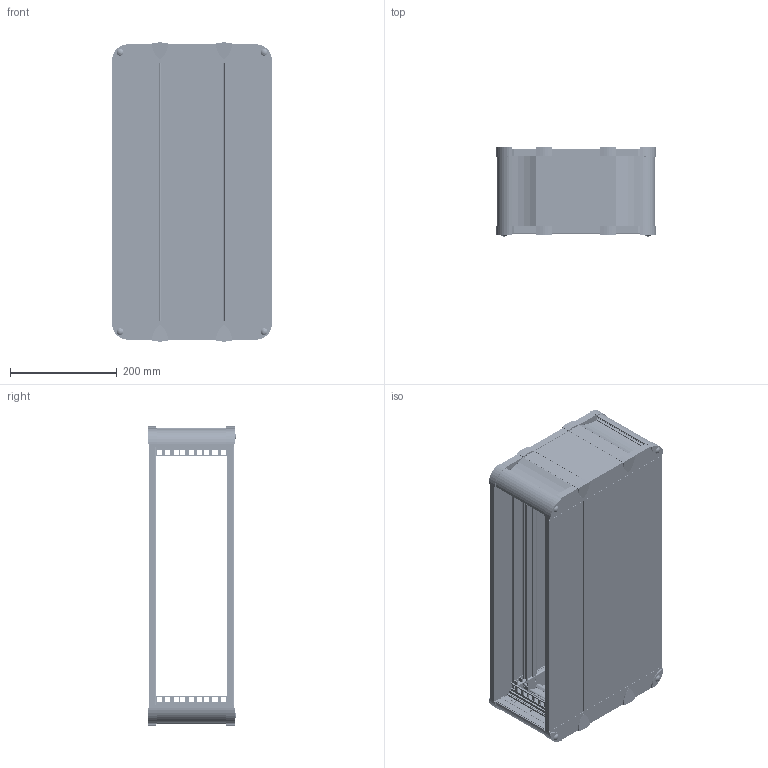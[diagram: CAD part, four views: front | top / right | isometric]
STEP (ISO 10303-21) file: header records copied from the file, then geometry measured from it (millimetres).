
FILE_DESCRIPTION((''),'2;1');
FILE_NAME('RICASE_19ZOLL_3HE_300TIEF-UNB_ASM','2014-09-11T',('wkoerber'),(''),'PRO/ENGINEER BY PARAMETRIC TECHNOLOGY CORPORATION, 2010160','PRO/ENGINEER BY PARAMETRIC TECHNOLOGY CORPORATION, 2010160','');
FILE_SCHEMA(('AUTOMOTIVE_DESIGN { 1 0 10303 214 1 1 1 1 }'));
Length unit declared in the file: millimetre
Products named in the file (28): 0000-00037974-0002; 0000-00038030-0002; 0000-00023109; 0000-00023111; 0000-00038027-0001; 0000-00038028-0001; 0000-00038027-0002; 0000-00038028-0002; 1111-00018073; 0000-00023105; 0000-00037975-0003_ASM; 0000-00037983-0002; 0000-00037984-0002; 0000-00037977-0002; 0000-00037973-0002; 0000-00037978-0003; 0000-00037978-0004; 0000-00023055; 0000-00037986-0010_ASM; 0000-00038026-0001; 0000-00038026-0002; 0000-00023102; 0000-00012207; 0000-00035041-0002; 0000-00023104; 0000-00023106; 0000-00037987-0016_ASM; RICASE_19ZOLL_3HE_300TIEF-UNB_ASM
Assembly tree (98 placements, depth 4):
  RICASE_19ZOLL_3HE_300TIEF-UNB_ASM
    0000-00037987-0016_ASM
      0000-00037975-0003_ASM  x2
        0000-00037974-0002
        0000-00038030-0002
        0000-00023109
        0000-00023111
        0000-00038027-0001
        0000-00038028-0001
        0000-00038027-0002
        0000-00038028-0002
        1111-00018073
        0000-00023105
      0000-00037986-0010_ASM  x2
        0000-00037983-0002
        0000-00037984-0002
        0000-00037977-0002
        0000-00037973-0002
        0000-00037978-0003
        0000-00037978-0004
        0000-00023055
      0000-00038026-0001  x4
      0000-00038026-0002  x4
      0000-00023102  x8
      0000-00012207  x20
      0000-00035041-0002  x4
      0000-00023104  x8
      0000-00023106  x3
Bounding box: 300.12 x 166.3 x 561.45 mm (x, y, z)
Volume: 1830982.9 mm3; surface area: 2041049.5 mm2
Topology: 135 solids, 135 shells, 8009 faces, 22534 edges, 14803 vertices
Faces by surface type: plane 4054, cylinder 2302, cone 926, torus 608, sphere 95, bspline 24
Entity records: 75854 total; most frequent: CARTESIAN_POINT 12428, DIRECTION 9989, ORIENTED_EDGE 9900, PRESENTATION_STYLE_ASSIGNMENT 4974, STYLED_ITEM 4974, CURVE_STYLE 4950, EDGE_CURVE 4950, AXIS2_PLACEMENT_3D 3439
